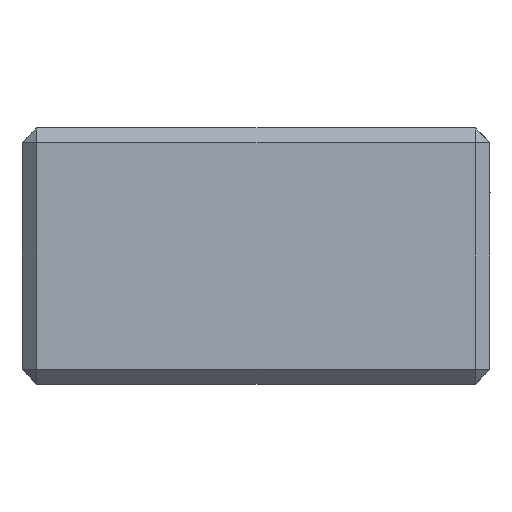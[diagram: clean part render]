
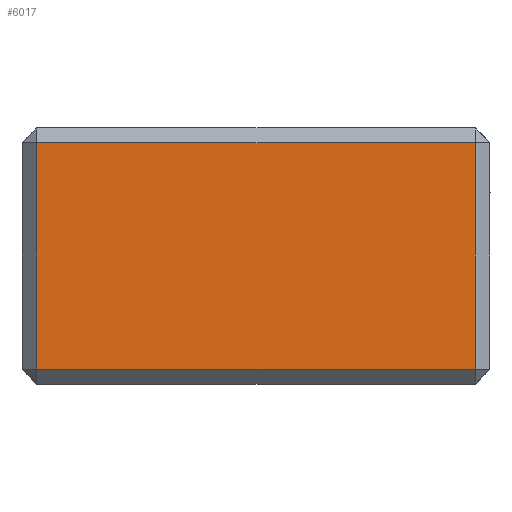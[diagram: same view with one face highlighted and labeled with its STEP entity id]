
A CAD part, front view. The second image highlights one B-rep face of the part: STEP entity #6017.
In plain terms, the highlighted planar face has unit normal (0, -1, 0).
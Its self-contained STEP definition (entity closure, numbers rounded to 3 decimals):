
#3035 = PLANE('',#3036);
#3036 = AXIS2_PLACEMENT_3D('',#3037,#3038,#3039);
#3037 = CARTESIAN_POINT('',(46.,-0.5,-26.));
#3038 = DIRECTION('',(0.707,-0.707,0.));
#3039 = DIRECTION('',(-0.,0.,1.));
#4480 = PLANE('',#4481);
#4481 = AXIS2_PLACEMENT_3D('',#4482,#4483,#4484);
#4482 = CARTESIAN_POINT('',(-46.,-0.5,26.));
#4483 = DIRECTION('',(-0.707,-0.707,0.));
#4484 = DIRECTION('',(-0.,0.,-1.));
#4693 = PLANE('',#4694);
#4694 = AXIS2_PLACEMENT_3D('',#4695,#4696,#4697);
#4695 = CARTESIAN_POINT('',(-47.5,-0.5,-24.5));
#4696 = DIRECTION('',(0.,-0.707,-0.707));
#4697 = DIRECTION('',(1.,0.,0.));
#4741 = VERTEX_POINT('77@0_128_7',#4742);
#4742 = CARTESIAN_POINT('',(-44.5,-2.,-23.));
#4823 = VERTEX_POINT('77@0_129_7',#4824);
#4824 = CARTESIAN_POINT('',(44.5,-2.,-23.));
#4899 = VERTEX_POINT('77@0_130_7',#4900);
#4900 = CARTESIAN_POINT('',(44.5,-2.,23.));
#4926 = EDGE_CURVE('77@0_187_6',#4823,#4899,#4927,.T.);
#4927 = SURFACE_CURVE('',#4928,(#4932,#4939),.PCURVE_S1.);
#4928 = LINE('',#4929,#4930);
#4929 = CARTESIAN_POINT('',(44.5,-2.,-26.));
#4930 = VECTOR('',#4931,1.);
#4931 = DIRECTION('',(-0.,0.,1.));
#4932 = PCURVE('',#3035,#4933);
#4933 = DEFINITIONAL_REPRESENTATION('',(#4934),#4938);
#4934 = LINE('',#4935,#4936);
#4935 = CARTESIAN_POINT('',(0.,2.121));
#4936 = VECTOR('',#4937,1.);
#4937 = DIRECTION('',(1.,0.));
#4938 = ( GEOMETRIC_REPRESENTATION_CONTEXT(2) 
PARAMETRIC_REPRESENTATION_CONTEXT() REPRESENTATION_CONTEXT('2D SPACE',''
  ) );
#4939 = PCURVE('',#4940,#4945);
#4940 = PLANE('',#4941);
#4941 = AXIS2_PLACEMENT_3D('',#4942,#4943,#4944);
#4942 = CARTESIAN_POINT('',(0.,-2.,0.));
#4943 = DIRECTION('',(-0.,-1.,-0.));
#4944 = DIRECTION('',(-1.,0.,0.));
#4945 = DEFINITIONAL_REPRESENTATION('',(#4946),#4950);
#4946 = LINE('',#4947,#4948);
#4947 = CARTESIAN_POINT('',(-44.5,26.));
#4948 = VECTOR('',#4949,1.);
#4949 = DIRECTION('',(0.,-1.));
#4950 = ( GEOMETRIC_REPRESENTATION_CONTEXT(2) 
PARAMETRIC_REPRESENTATION_CONTEXT() REPRESENTATION_CONTEXT('2D SPACE',''
  ) );
#5946 = VERTEX_POINT('77@0_151_7',#5947);
#5947 = CARTESIAN_POINT('',(-44.5,-2.,23.));
#5970 = EDGE_CURVE('77@0_228_6',#5946,#4741,#5971,.T.);
#5971 = SURFACE_CURVE('',#5972,(#5976,#5983),.PCURVE_S1.);
#5972 = LINE('',#5973,#5974);
#5973 = CARTESIAN_POINT('',(-44.5,-2.,26.));
#5974 = VECTOR('',#5975,1.);
#5975 = DIRECTION('',(0.,0.,-1.));
#5976 = PCURVE('',#4480,#5977);
#5977 = DEFINITIONAL_REPRESENTATION('',(#5978),#5982);
#5978 = LINE('',#5979,#5980);
#5979 = CARTESIAN_POINT('',(-0.,2.121));
#5980 = VECTOR('',#5981,1.);
#5981 = DIRECTION('',(1.,0.));
#5982 = ( GEOMETRIC_REPRESENTATION_CONTEXT(2) 
PARAMETRIC_REPRESENTATION_CONTEXT() REPRESENTATION_CONTEXT('2D SPACE',''
  ) );
#5983 = PCURVE('',#4940,#5984);
#5984 = DEFINITIONAL_REPRESENTATION('',(#5985),#5989);
#5985 = LINE('',#5986,#5987);
#5986 = CARTESIAN_POINT('',(44.5,-26.));
#5987 = VECTOR('',#5988,1.);
#5988 = DIRECTION('',(0.,1.));
#5989 = ( GEOMETRIC_REPRESENTATION_CONTEXT(2) 
PARAMETRIC_REPRESENTATION_CONTEXT() REPRESENTATION_CONTEXT('2D SPACE',''
  ) );
#5997 = EDGE_CURVE('77@0_229_6',#4741,#4823,#5998,.T.);
#5998 = SURFACE_CURVE('',#5999,(#6003,#6010),.PCURVE_S1.);
#5999 = LINE('',#6000,#6001);
#6000 = CARTESIAN_POINT('',(-47.5,-2.,-23.));
#6001 = VECTOR('',#6002,1.);
#6002 = DIRECTION('',(1.,0.,-0.));
#6003 = PCURVE('',#4693,#6004);
#6004 = DEFINITIONAL_REPRESENTATION('',(#6005),#6009);
#6005 = LINE('',#6006,#6007);
#6006 = CARTESIAN_POINT('',(0.,2.121));
#6007 = VECTOR('',#6008,1.);
#6008 = DIRECTION('',(1.,0.));
#6009 = ( GEOMETRIC_REPRESENTATION_CONTEXT(2) 
PARAMETRIC_REPRESENTATION_CONTEXT() REPRESENTATION_CONTEXT('2D SPACE',''
  ) );
#6010 = PCURVE('',#4940,#6011);
#6011 = DEFINITIONAL_REPRESENTATION('',(#6012),#6016);
#6012 = LINE('',#6013,#6014);
#6013 = CARTESIAN_POINT('',(47.5,23.));
#6014 = VECTOR('',#6015,1.);
#6015 = DIRECTION('',(-1.,0.));
#6016 = ( GEOMETRIC_REPRESENTATION_CONTEXT(2) 
PARAMETRIC_REPRESENTATION_CONTEXT() REPRESENTATION_CONTEXT('2D SPACE',''
  ) );
#6017 = ADVANCED_FACE('77@0_78_4',(#6018),#4940,.T.);
#6018 = FACE_BOUND('',#6019,.T.);
#6019 = EDGE_LOOP('77@',(#6020,#6046,#6047,#6048));
#6020 = ORIENTED_EDGE('',*,*,#6021,.T.);
#6021 = EDGE_CURVE('77@0_230_6',#4899,#5946,#6022,.T.);
#6022 = SURFACE_CURVE('',#6023,(#6027,#6034),.PCURVE_S1.);
#6023 = LINE('',#6024,#6025);
#6024 = CARTESIAN_POINT('',(47.5,-2.,23.));
#6025 = VECTOR('',#6026,1.);
#6026 = DIRECTION('',(-1.,0.,0.));
#6027 = PCURVE('',#4940,#6028);
#6028 = DEFINITIONAL_REPRESENTATION('',(#6029),#6033);
#6029 = LINE('',#6030,#6031);
#6030 = CARTESIAN_POINT('',(-47.5,-23.));
#6031 = VECTOR('',#6032,1.);
#6032 = DIRECTION('',(1.,0.));
#6033 = ( GEOMETRIC_REPRESENTATION_CONTEXT(2) 
PARAMETRIC_REPRESENTATION_CONTEXT() REPRESENTATION_CONTEXT('2D SPACE',''
  ) );
#6034 = PCURVE('',#6035,#6040);
#6035 = PLANE('',#6036);
#6036 = AXIS2_PLACEMENT_3D('',#6037,#6038,#6039);
#6037 = CARTESIAN_POINT('',(47.5,-0.5,24.5));
#6038 = DIRECTION('',(0.,-0.707,0.707));
#6039 = DIRECTION('',(-1.,0.,0.));
#6040 = DEFINITIONAL_REPRESENTATION('',(#6041),#6045);
#6041 = LINE('',#6042,#6043);
#6042 = CARTESIAN_POINT('',(-0.,2.121));
#6043 = VECTOR('',#6044,1.);
#6044 = DIRECTION('',(1.,0.));
#6045 = ( GEOMETRIC_REPRESENTATION_CONTEXT(2) 
PARAMETRIC_REPRESENTATION_CONTEXT() REPRESENTATION_CONTEXT('2D SPACE',''
  ) );
#6046 = ORIENTED_EDGE('',*,*,#5970,.T.);
#6047 = ORIENTED_EDGE('',*,*,#5997,.T.);
#6048 = ORIENTED_EDGE('',*,*,#4926,.T.);
